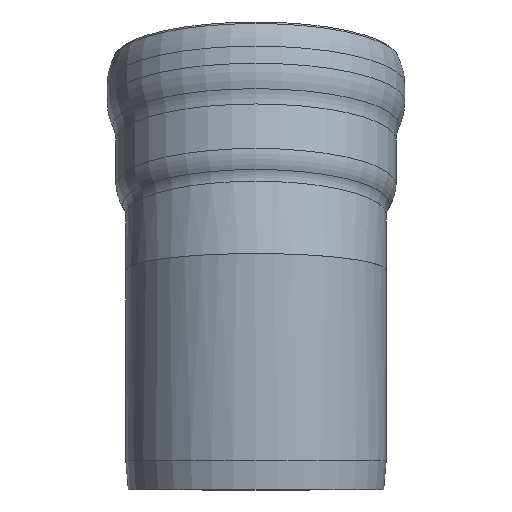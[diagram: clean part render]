
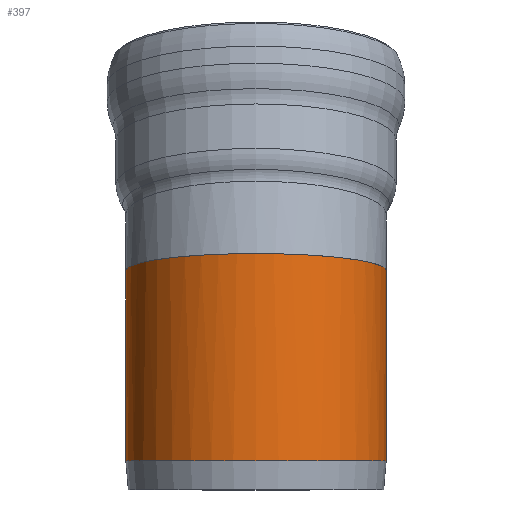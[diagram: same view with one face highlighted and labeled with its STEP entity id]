
A CAD part, left-side view. The second image highlights one B-rep face of the part: STEP entity #397.
In plain terms, the highlighted cylindrical face has radius 665 mm (diameter 1330 mm), a full revolution.
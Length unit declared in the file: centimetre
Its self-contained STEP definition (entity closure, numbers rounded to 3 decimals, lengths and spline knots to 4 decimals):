
#34=CIRCLE('',#431,66.5);
#78=LINE('',#676,#90);
#90=VECTOR('',#519,66.5);
#101=CYLINDRICAL_SURFACE('',#430,66.5);
#115=FACE_OUTER_BOUND('',#142,.T.);
#142=EDGE_LOOP('',(#280,#281,#282,#283));
#168=ELLIPSE('',#424,67.0738,66.5);
#172=VERTEX_POINT('',#661);
#176=VERTEX_POINT('',#674);
#210=EDGE_CURVE('',#172,#172,#168,.T.);
#216=EDGE_CURVE('',#176,#176,#34,.T.);
#217=EDGE_CURVE('',#176,#172,#78,.T.);
#280=ORIENTED_EDGE('',*,*,#216,.F.);
#281=ORIENTED_EDGE('',*,*,#217,.T.);
#282=ORIENTED_EDGE('',*,*,#210,.T.);
#283=ORIENTED_EDGE('',*,*,#217,.F.);
#397=ADVANCED_FACE('',(#115),#101,.T.);
#424=AXIS2_PLACEMENT_3D('',#662,#501,#502);
#430=AXIS2_PLACEMENT_3D('',#673,#515,#516);
#431=AXIS2_PLACEMENT_3D('',#675,#517,#518);
#501=DIRECTION('center_axis',(-0.131,0.,
-0.991));
#502=DIRECTION('ref_axis',(-0.991,0.,0.131));
#515=DIRECTION('center_axis',(0.,0.,
-1.));
#516=DIRECTION('ref_axis',(-1.,0.,0.));
#517=DIRECTION('center_axis',(0.,0.,
-1.));
#518=DIRECTION('ref_axis',(1.,0.,0.));
#519=DIRECTION('',(0.,0.,1.));
#661=CARTESIAN_POINT('',(66.5,0.,103.2451));
#662=CARTESIAN_POINT('Origin',(0.,0.,
112.));
#673=CARTESIAN_POINT('Origin',(0.,0.,
67.8229));
#674=CARTESIAN_POINT('',(66.5,0.,14.8908));
#675=CARTESIAN_POINT('Origin',(0.,0.,14.8908));
#676=CARTESIAN_POINT('',(66.5,0.,67.8229));
